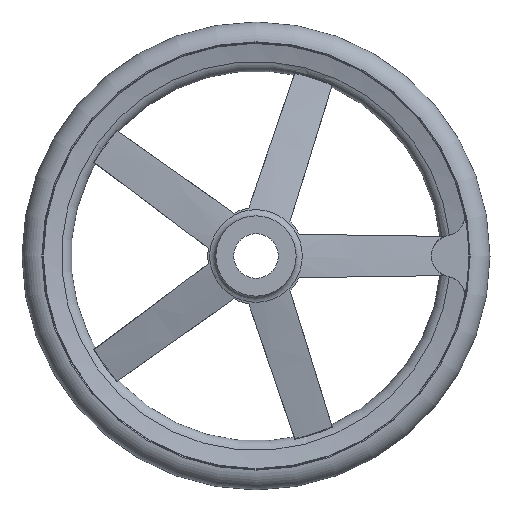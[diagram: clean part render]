
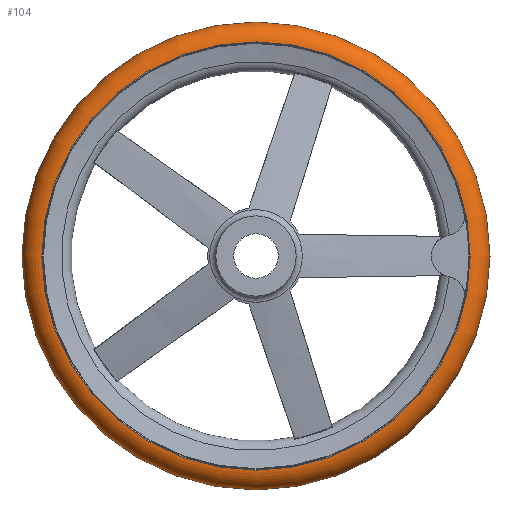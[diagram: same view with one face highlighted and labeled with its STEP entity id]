
A CAD part, front view. The second image highlights one B-rep face of the part: STEP entity #104.
In plain terms, the highlighted toroidal (fillet/blend) face has major radius 143.5 mm and minor radius 14 mm.
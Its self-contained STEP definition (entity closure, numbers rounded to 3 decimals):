
#104 = ADVANCED_FACE( '', ( #251, #252, #253 ), #254, .T. );
#251 = FACE_BOUND( '', #458, .T. );
#252 = FACE_OUTER_BOUND( '', #459, .T. );
#253 = FACE_OUTER_BOUND( '', #460, .T. );
#254 = TOROIDAL_SURFACE( '', #461, 143.5, 14. );
#458 = VERTEX_LOOP( '', #767 );
#459 = EDGE_LOOP( '', ( #768 ) );
#460 = EDGE_LOOP( '', ( #769 ) );
#461 = AXIS2_PLACEMENT_3D( '', #770, #771, #772 );
#767 = VERTEX_POINT( '', #1258 );
#768 = ORIENTED_EDGE( '', *, *, #1259, .T. );
#769 = ORIENTED_EDGE( '', *, *, #1260, .F. );
#770 = CARTESIAN_POINT( '', ( 0., 42., 0. ) );
#771 = DIRECTION( '', ( 0., -1., 0. ) );
#772 = DIRECTION( '', ( 0., 0., -1. ) );
#1258 = CARTESIAN_POINT( '', ( 0., 42., -157.5 ) );
#1259 = EDGE_CURVE( '', #1522, #1522, #1523, .T. );
#1260 = EDGE_CURVE( '', #1524, #1524, #1525, .T. );
#1522 = VERTEX_POINT( '', #2105 );
#1523 = CIRCLE( '', #2106, 144.083 );
#1524 = VERTEX_POINT( '', #2107 );
#1525 = CIRCLE( '', #2108, 144.083 );
#2105 = CARTESIAN_POINT( '', ( 0., 55.988, -144.083 ) );
#2106 = AXIS2_PLACEMENT_3D( '', #2816, #2817, #2818 );
#2107 = CARTESIAN_POINT( '', ( 0., 28.012, -144.083 ) );
#2108 = AXIS2_PLACEMENT_3D( '', #2819, #2820, #2821 );
#2816 = CARTESIAN_POINT( '', ( 0., 55.988, 0. ) );
#2817 = DIRECTION( '', ( 0., -1., 0. ) );
#2818 = DIRECTION( '', ( 0., 0., -1. ) );
#2819 = CARTESIAN_POINT( '', ( 0., 28.012, 0. ) );
#2820 = DIRECTION( '', ( 0., -1., 0. ) );
#2821 = DIRECTION( '', ( 0., 0., -1. ) );
